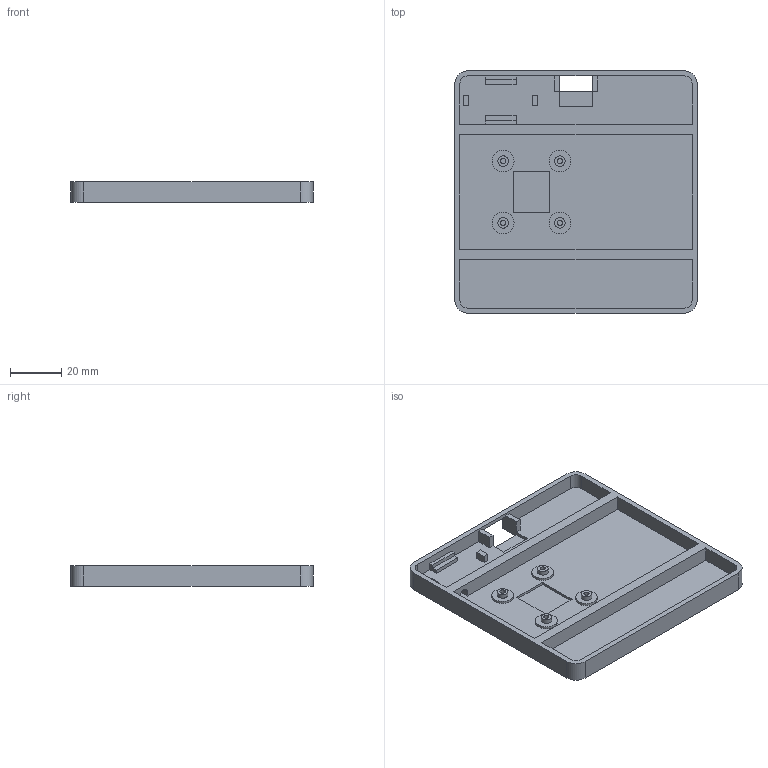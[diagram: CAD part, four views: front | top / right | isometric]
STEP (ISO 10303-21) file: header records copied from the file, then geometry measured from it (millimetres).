
FILE_DESCRIPTION(/* description */ ('STEP AP242','CAx-IF Rec.Pracs.---Representation and Presentation of Product Manufacturing Information (PMI)---4.0---2014-10-13','CAx-IF Rec.Pracs.---3D Tessellated Geometry---0.4---2014-09-14','2;1'),/* implementation_level */ '2;1');
FILE_NAME(/* name */ '61f884ff3250256f67c67ad5',/* time_stamp */ '2022-02-01T00:55:28+00:00',/* author */ (''),/* organization */ (''),/* preprocessor_version */ 'ST-DEVELOPER v18.101',/* originating_system */ ' ',/* authorisation */ ' ');
FILE_SCHEMA (('AP242_MANAGED_MODEL_BASED_3D_ENGINEERING_MIM_LF { 1 0 10303 442 1 1 4 }'));
Length unit declared in the file: metre
Products named in the file (1): Scale Base
Bounding box: 95 x 95 x 8 mm (x, y, z)
Volume: 26655.8 mm3; surface area: 25638.2 mm2
Topology: 1 solids, 1 shells, 94 faces, 234 edges, 156 vertices
Faces by surface type: plane 73, cylinder 21
Full cylindrical faces by diameter (mm): 2 x3, 2.2 x1, 4.15 x4, 8.5 x4
Entity records: 2750 total; most frequent: CARTESIAN_POINT 473, DIRECTION 454, ORIENTED_EDGE 444, EDGE_CURVE 222, LINE 180, VECTOR 180, VERTEX_POINT 156, AXIS2_PLACEMENT_3D 137
